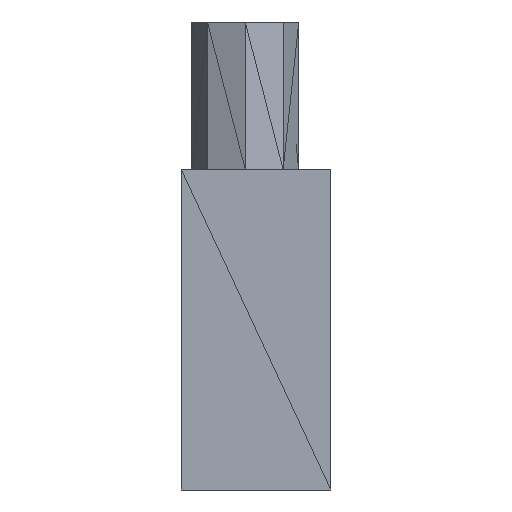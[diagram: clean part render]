
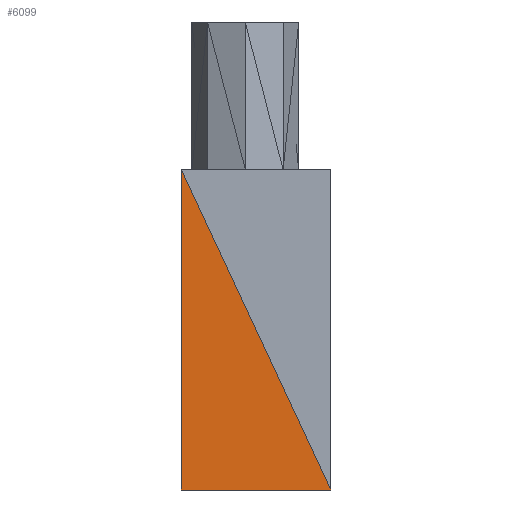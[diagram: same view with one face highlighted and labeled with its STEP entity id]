
A CAD part, left-side view. The second image highlights one B-rep face of the part: STEP entity #6099.
In plain terms, the highlighted planar face has unit normal (-1, 0, 0).
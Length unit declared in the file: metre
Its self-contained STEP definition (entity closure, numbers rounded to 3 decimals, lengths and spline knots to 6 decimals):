
#4715 = VERTEX_POINT('',#4716);
#4716 = CARTESIAN_POINT('',(-74.5,0.,7.5));
#6088 = PLANE('',#6089);
#6089 = AXIS2_PLACEMENT_3D('',#6090,#6091,#6092);
#6090 = CARTESIAN_POINT('',(-74.5,-4.861764,1.361764));
#6091 = DIRECTION('',(-1.,0.,0.));
#6092 = DIRECTION('',(0.,0.,-1.));
#6099 = ADVANCED_FACE('',(#6100),#6112,.T.);
#6100 = FACE_BOUND('',#6101,.T.);
#6101 = EDGE_LOOP('',(#6102,#6129,#6156));
#6102 = ORIENTED_EDGE('',*,*,#6103,.T.);
#6103 = EDGE_CURVE('',#6104,#4715,#6106,.T.);
#6104 = VERTEX_POINT('',#6105);
#6105 = CARTESIAN_POINT('',(-74.5,-7.,-7.5));
#6106 = SURFACE_CURVE('',#6107,(#6111,#6123),.PCURVE_S1.);
#6107 = LINE('',#6108,#6109);
#6108 = CARTESIAN_POINT('',(-74.5,-7.,-7.5));
#6109 = VECTOR('',#6110,1.);
#6110 = DIRECTION('',(0.,0.423,0.906));
#6111 = PCURVE('',#6112,#6117);
#6112 = PLANE('',#6113);
#6113 = AXIS2_PLACEMENT_3D('',#6114,#6115,#6116);
#6114 = CARTESIAN_POINT('',(-74.5,-2.138236,-1.361764));
#6115 = DIRECTION('',(-1.,0.,0.));
#6116 = DIRECTION('',(0.,0.,-1.));
#6117 = DEFINITIONAL_REPRESENTATION('',(#6118),#6122);
#6118 = LINE('',#6119,#6120);
#6119 = CARTESIAN_POINT('',(6.138,4.862));
#6120 = VECTOR('',#6121,1.);
#6121 = DIRECTION('',(-0.906,-0.423));
#6122 = ( GEOMETRIC_REPRESENTATION_CONTEXT(2) 
PARAMETRIC_REPRESENTATION_CONTEXT() REPRESENTATION_CONTEXT('2D SPACE',''
  ) );
#6123 = PCURVE('',#6088,#6124);
#6124 = DEFINITIONAL_REPRESENTATION('',(#6125),#6128);
#6125 = B_SPLINE_CURVE_WITH_KNOTS('',1,(#6126,#6127),.UNSPECIFIED.,.F.,
  .F.,(2,2),(0.,16.552945),.PIECEWISE_BEZIER_KNOTS.);
#6126 = CARTESIAN_POINT('',(8.862,2.138));
#6127 = CARTESIAN_POINT('',(-6.138,-4.862));
#6128 = ( GEOMETRIC_REPRESENTATION_CONTEXT(2) 
PARAMETRIC_REPRESENTATION_CONTEXT() REPRESENTATION_CONTEXT('2D SPACE',''
  ) );
#6129 = ORIENTED_EDGE('',*,*,#6130,.T.);
#6130 = EDGE_CURVE('',#4715,#6131,#6133,.T.);
#6131 = VERTEX_POINT('',#6132);
#6132 = CARTESIAN_POINT('',(-74.5,0.,-7.5));
#6133 = SURFACE_CURVE('',#6134,(#6138,#6145),.PCURVE_S1.);
#6134 = LINE('',#6135,#6136);
#6135 = CARTESIAN_POINT('',(-74.5,0.,7.5));
#6136 = VECTOR('',#6137,1.);
#6137 = DIRECTION('',(0.,0.,-1.));
#6138 = PCURVE('',#6112,#6139);
#6139 = DEFINITIONAL_REPRESENTATION('',(#6140),#6144);
#6140 = LINE('',#6141,#6142);
#6141 = CARTESIAN_POINT('',(-8.862,-2.138));
#6142 = VECTOR('',#6143,1.);
#6143 = DIRECTION('',(1.,0.));
#6144 = ( GEOMETRIC_REPRESENTATION_CONTEXT(2) 
PARAMETRIC_REPRESENTATION_CONTEXT() REPRESENTATION_CONTEXT('2D SPACE',''
  ) );
#6145 = PCURVE('',#6146,#6151);
#6146 = PLANE('',#6147);
#6147 = AXIS2_PLACEMENT_3D('',#6148,#6149,#6150);
#6148 = CARTESIAN_POINT('',(-73.057083,0.,0.));
#6149 = DIRECTION('',(0.,1.,0.));
#6150 = DIRECTION('',(0.,0.,1.));
#6151 = DEFINITIONAL_REPRESENTATION('',(#6152),#6155);
#6152 = B_SPLINE_CURVE_WITH_KNOTS('',1,(#6153,#6154),.UNSPECIFIED.,.F.,
  .F.,(2,2),(0.,15.),.PIECEWISE_BEZIER_KNOTS.);
#6153 = CARTESIAN_POINT('',(7.5,-1.443));
#6154 = CARTESIAN_POINT('',(-7.5,-1.443));
#6155 = ( GEOMETRIC_REPRESENTATION_CONTEXT(2) 
PARAMETRIC_REPRESENTATION_CONTEXT() REPRESENTATION_CONTEXT('2D SPACE',''
  ) );
#6156 = ORIENTED_EDGE('',*,*,#6157,.T.);
#6157 = EDGE_CURVE('',#6131,#6104,#6158,.T.);
#6158 = SURFACE_CURVE('',#6159,(#6163,#6170),.PCURVE_S1.);
#6159 = LINE('',#6160,#6161);
#6160 = CARTESIAN_POINT('',(-74.5,0.,-7.5));
#6161 = VECTOR('',#6162,1.);
#6162 = DIRECTION('',(0.,-1.,0.));
#6163 = PCURVE('',#6112,#6164);
#6164 = DEFINITIONAL_REPRESENTATION('',(#6165),#6169);
#6165 = LINE('',#6166,#6167);
#6166 = CARTESIAN_POINT('',(6.138,-2.138));
#6167 = VECTOR('',#6168,1.);
#6168 = DIRECTION('',(0.,1.));
#6169 = ( GEOMETRIC_REPRESENTATION_CONTEXT(2) 
PARAMETRIC_REPRESENTATION_CONTEXT() REPRESENTATION_CONTEXT('2D SPACE',''
  ) );
#6170 = PCURVE('',#6171,#6176);
#6171 = PLANE('',#6172);
#6172 = AXIS2_PLACEMENT_3D('',#6173,#6174,#6175);
#6173 = CARTESIAN_POINT('',(-72.899455,-3.828524,-7.5));
#6174 = DIRECTION('',(0.,0.,-1.));
#6175 = DIRECTION('',(-1.,0.,0.));
#6176 = DEFINITIONAL_REPRESENTATION('',(#6177),#6180);
#6177 = B_SPLINE_CURVE_WITH_KNOTS('',1,(#6178,#6179),.UNSPECIFIED.,.F.,
  .F.,(2,2),(0.,7.),.PIECEWISE_BEZIER_KNOTS.);
#6178 = CARTESIAN_POINT('',(1.601,3.829));
#6179 = CARTESIAN_POINT('',(1.601,-3.171));
#6180 = ( GEOMETRIC_REPRESENTATION_CONTEXT(2) 
PARAMETRIC_REPRESENTATION_CONTEXT() REPRESENTATION_CONTEXT('2D SPACE',''
  ) );
